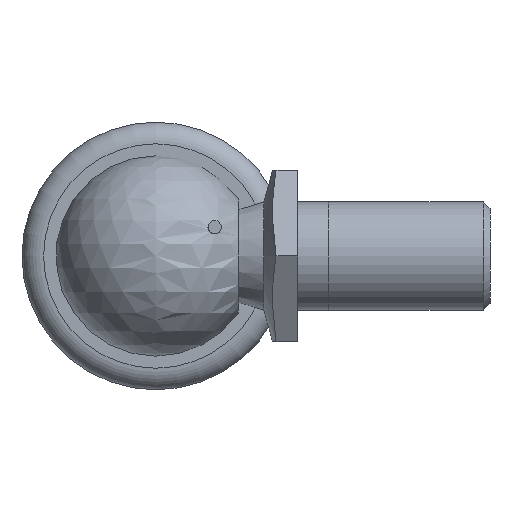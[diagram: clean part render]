
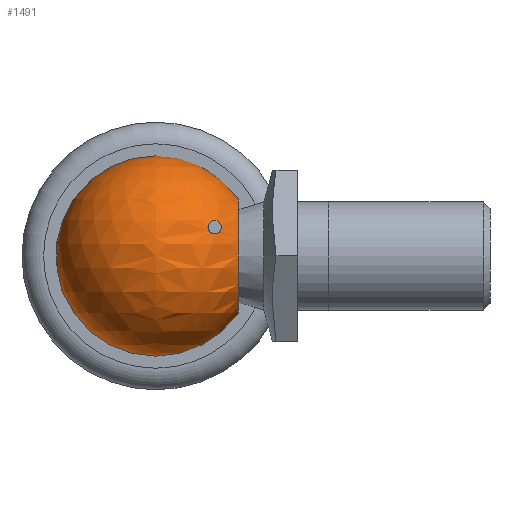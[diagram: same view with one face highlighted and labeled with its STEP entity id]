
A CAD part, left-side view. The second image highlights one B-rep face of the part: STEP entity #1491.
In plain terms, the highlighted spherical face has radius 7.417 mm.
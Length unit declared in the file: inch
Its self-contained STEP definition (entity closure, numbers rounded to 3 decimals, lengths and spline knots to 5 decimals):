
#73=FACE_BOUND('',#364,.T.);
#74=FACE_BOUND('',#365,.T.);
#75=FACE_BOUND('',#366,.T.);
#86=SPHERICAL_SURFACE('',#1658,0.292);
#137=CIRCLE('',#1599,0.191);
#142=CIRCLE('',#1604,0.191);
#173=CIRCLE('',#1649,0.16632);
#178=CIRCLE('',#1659,0.292);
#275=FACE_OUTER_BOUND('',#363,.T.);
#363=EDGE_LOOP('',(#1122,#1123));
#364=EDGE_LOOP('',(#1124,#1125,#1126));
#365=EDGE_LOOP('',(#1127,#1128));
#366=EDGE_LOOP('',(#1129));
#531=B_SPLINE_CURVE_WITH_KNOTS('',3,(#2523,#2524,#2525,#2526,#2527,#2528,
#2529,#2530,#2531,#2532,#2533,#2534,#2535,#2536,#2537,#2538,#2539,#2540,
#2541,#2542,#2543,#2544,#2545),.UNSPECIFIED.,.F.,.F.,(4,2,2,2,3,2,2,2,2,
2,4),(-0.06858,-0.06818,-0.04308,-0.02154,
0.,0.01839,0.03677,0.05962,0.08246,
0.10784,0.11377),.UNSPECIFIED.);
#534=B_SPLINE_CURVE_WITH_KNOTS('',3,(#2568,#2569,#2570,#2571,#2572,#2573,
#2574,#2575,#2576,#2577,#2578,#2579,#2580,#2581,#2582,#2583,#2584,#2585),
 .UNSPECIFIED.,.F.,.F.,(4,2,2,2,2,2,2,2,4),(0.,0.02154,0.04308,
0.06818,0.09329,0.11539,0.13749,
0.1559,0.17431),.UNSPECIFIED.);
#535=B_SPLINE_CURVE_WITH_KNOTS('',3,(#2586,#2587,#2588,#2589,#2590,#2591,
#2592,#2593,#2594,#2595,#2596,#2597,#2598,#2599,#2600,#2601,#2602,#2603),
 .UNSPECIFIED.,.F.,.F.,(4,2,2,2,2,2,2,2,4),(0.17431,0.19509,
0.21586,0.24124,0.26662,0.28946,
0.31231,0.33069,0.34908),.UNSPECIFIED.);
#558=VERTEX_POINT('',#2509);
#559=VERTEX_POINT('',#2522);
#562=VERTEX_POINT('',#2566);
#563=VERTEX_POINT('',#2567);
#582=VERTEX_POINT('',#2704);
#615=VERTEX_POINT('',#2789);
#620=VERTEX_POINT('',#2807);
#621=VERTEX_POINT('',#2808);
#726=EDGE_CURVE('',#559,#558,#531,.T.);
#730=EDGE_CURVE('',#562,#563,#534,.T.);
#731=EDGE_CURVE('',#563,#562,#535,.T.);
#761=EDGE_CURVE('',#559,#582,#137,.T.);
#766=EDGE_CURVE('',#582,#558,#142,.T.);
#799=EDGE_CURVE('',#615,#615,#173,.T.);
#807=EDGE_CURVE('',#620,#621,#178,.T.);
#1122=ORIENTED_EDGE('',*,*,#807,.T.);
#1123=ORIENTED_EDGE('',*,*,#807,.F.);
#1124=ORIENTED_EDGE('',*,*,#726,.T.);
#1125=ORIENTED_EDGE('',*,*,#766,.F.);
#1126=ORIENTED_EDGE('',*,*,#761,.F.);
#1127=ORIENTED_EDGE('',*,*,#730,.T.);
#1128=ORIENTED_EDGE('',*,*,#731,.T.);
#1129=ORIENTED_EDGE('',*,*,#799,.T.);
#1491=ADVANCED_FACE('',(#275,#73,#74,#75),#86,.T.);
#1599=AXIS2_PLACEMENT_3D('',#2705,#1852,#1853);
#1604=AXIS2_PLACEMENT_3D('',#2713,#1862,#1863);
#1649=AXIS2_PLACEMENT_3D('',#2790,#1954,#1955);
#1658=AXIS2_PLACEMENT_3D('',#2806,#1975,#1976);
#1659=AXIS2_PLACEMENT_3D('',#2809,#1977,#1978);
#1852=DIRECTION('center_axis',(1.,0.,0.));
#1853=DIRECTION('ref_axis',(0.,1.,0.));
#1862=DIRECTION('center_axis',(1.,0.,0.));
#1863=DIRECTION('ref_axis',(0.,1.,0.));
#1954=DIRECTION('center_axis',(0.,1.,0.));
#1955=DIRECTION('ref_axis',(0.,0.,-1.));
#1975=DIRECTION('center_axis',(0.,0.,1.));
#1976=DIRECTION('ref_axis',(1.,0.,0.));
#1977=DIRECTION('center_axis',(0.,-1.,0.));
#1978=DIRECTION('ref_axis',(-1.,0.,0.));
#2509=CARTESIAN_POINT('',(0.22087,-0.16203,0.10112));
#2522=CARTESIAN_POINT('',(0.22087,-0.17918,0.06615));
#2523=CARTESIAN_POINT('Ctrl Pts',(0.22087,-0.17918,
0.06615));
#2524=CARTESIAN_POINT('Ctrl Pts',(0.22083,-0.17922,
0.06617));
#2525=CARTESIAN_POINT('Ctrl Pts',(0.22079,-0.17926,
0.06619));
#2526=CARTESIAN_POINT('Ctrl Pts',(0.21844,-0.18175,0.06727));
#2527=CARTESIAN_POINT('Ctrl Pts',(0.21609,-0.18396,
0.06886));
#2528=CARTESIAN_POINT('Ctrl Pts',(0.21216,-0.18718,
0.07228));
#2529=CARTESIAN_POINT('Ctrl Pts',(0.21025,-0.18855,
0.07429));
#2530=CARTESIAN_POINT('Ctrl Pts',(0.20683,-0.19046,
0.07888));
#2531=CARTESIAN_POINT('Ctrl Pts',(0.20532,-0.191,0.08146));
#2532=CARTESIAN_POINT('Ctrl Pts',(0.20424,-0.191,0.08408));
#2533=CARTESIAN_POINT('Ctrl Pts',(0.20332,-0.191,0.08631));
#2534=CARTESIAN_POINT('Ctrl Pts',(0.20264,-0.19058,
0.0888));
#2535=CARTESIAN_POINT('Ctrl Pts',(0.20224,-0.18877,
0.09347));
#2536=CARTESIAN_POINT('Ctrl Pts',(0.20252,-0.18737,
0.09564));
#2537=CARTESIAN_POINT('Ctrl Pts',(0.20394,-0.18382,0.09947));
#2538=CARTESIAN_POINT('Ctrl Pts',(0.20529,-0.18142,
0.10108));
#2539=CARTESIAN_POINT('Ctrl Pts',(0.20859,-0.17643,
0.10314));
#2540=CARTESIAN_POINT('Ctrl Pts',(0.21054,-0.17383,
0.10358));
#2541=CARTESIAN_POINT('Ctrl Pts',(0.21452,-0.16891,
0.10358));
#2542=CARTESIAN_POINT('Ctrl Pts',(0.21688,-0.16621,0.10304));
#2543=CARTESIAN_POINT('Ctrl Pts',(0.21978,-0.16315,0.10171));
#2544=CARTESIAN_POINT('Ctrl Pts',(0.22032,-0.16258,
0.10143));
#2545=CARTESIAN_POINT('Ctrl Pts',(0.22087,-0.16203,
0.10112));
#2566=CARTESIAN_POINT('',(-0.20424,-0.191,0.08408));
#2567=CARTESIAN_POINT('',(-0.23472,-0.152,0.08408));
#2568=CARTESIAN_POINT('Ctrl Pts',(-0.20424,-0.191,0.08408));
#2569=CARTESIAN_POINT('Ctrl Pts',(-0.20532,-0.191,0.08146));
#2570=CARTESIAN_POINT('Ctrl Pts',(-0.20683,-0.19046,
0.07888));
#2571=CARTESIAN_POINT('Ctrl Pts',(-0.21025,-0.18855,
0.07429));
#2572=CARTESIAN_POINT('Ctrl Pts',(-0.21216,-0.18718,
0.07228));
#2573=CARTESIAN_POINT('Ctrl Pts',(-0.21609,-0.18396,
0.06886));
#2574=CARTESIAN_POINT('Ctrl Pts',(-0.21844,-0.18175,
0.06727));
#2575=CARTESIAN_POINT('Ctrl Pts',(-0.22307,-0.17684,
0.06513));
#2576=CARTESIAN_POINT('Ctrl Pts',(-0.22535,-0.17413,
0.06458));
#2577=CARTESIAN_POINT('Ctrl Pts',(-0.22908,-0.16918,
0.06458));
#2578=CARTESIAN_POINT('Ctrl Pts',(-0.23085,-0.16659,
0.06501));
#2579=CARTESIAN_POINT('Ctrl Pts',(-0.23379,-0.16162,
0.06705));
#2580=CARTESIAN_POINT('Ctrl Pts',(-0.23495,-0.15924,
0.06865));
#2581=CARTESIAN_POINT('Ctrl Pts',(-0.23619,-0.15569,
0.07242));
#2582=CARTESIAN_POINT('Ctrl Pts',(-0.23644,-0.15428,
0.07459));
#2583=CARTESIAN_POINT('Ctrl Pts',(-0.23611,-0.15243,
0.07928));
#2584=CARTESIAN_POINT('Ctrl Pts',(-0.23553,-0.152,0.0818));
#2585=CARTESIAN_POINT('Ctrl Pts',(-0.23472,-0.152,0.08408));
#2586=CARTESIAN_POINT('Ctrl Pts',(-0.23472,-0.152,0.08408));
#2587=CARTESIAN_POINT('Ctrl Pts',(-0.2338,-0.152,0.08664));
#2588=CARTESIAN_POINT('Ctrl Pts',(-0.23248,-0.15253,
0.08922));
#2589=CARTESIAN_POINT('Ctrl Pts',(-0.22942,-0.15441,
0.09379));
#2590=CARTESIAN_POINT('Ctrl Pts',(-0.22767,-0.15576,
0.09579));
#2591=CARTESIAN_POINT('Ctrl Pts',(-0.22392,-0.159,
0.09927));
#2592=CARTESIAN_POINT('Ctrl Pts',(-0.22158,-0.16125,
0.10088));
#2593=CARTESIAN_POINT('Ctrl Pts',(-0.21688,-0.16621,
0.10304));
#2594=CARTESIAN_POINT('Ctrl Pts',(-0.21452,-0.16891,
0.10358));
#2595=CARTESIAN_POINT('Ctrl Pts',(-0.21054,-0.17383,
0.10358));
#2596=CARTESIAN_POINT('Ctrl Pts',(-0.20859,-0.17643,
0.10314));
#2597=CARTESIAN_POINT('Ctrl Pts',(-0.20529,-0.18142,
0.10108));
#2598=CARTESIAN_POINT('Ctrl Pts',(-0.20394,-0.18382,
0.09947));
#2599=CARTESIAN_POINT('Ctrl Pts',(-0.20252,-0.18737,
0.09564));
#2600=CARTESIAN_POINT('Ctrl Pts',(-0.20224,-0.18877,
0.09347));
#2601=CARTESIAN_POINT('Ctrl Pts',(-0.20264,-0.19058,
0.0888));
#2602=CARTESIAN_POINT('Ctrl Pts',(-0.20332,-0.191,0.08631));
#2603=CARTESIAN_POINT('Ctrl Pts',(-0.20424,-0.191,0.08408));
#2704=CARTESIAN_POINT('',(0.22087,0.,0.191));
#2705=CARTESIAN_POINT('Origin',(0.22087,0.,
0.));
#2713=CARTESIAN_POINT('Origin',(0.22087,0.,
0.));
#2789=CARTESIAN_POINT('',(0.,-0.24,0.16632));
#2790=CARTESIAN_POINT('Origin',(0.,-0.24,0.));
#2806=CARTESIAN_POINT('Origin',(0.,0.,0.));
#2807=CARTESIAN_POINT('',(0.,0.,0.292));
#2808=CARTESIAN_POINT('',(0.,0.,-0.292));
#2809=CARTESIAN_POINT('Origin',(0.,0.,0.));
